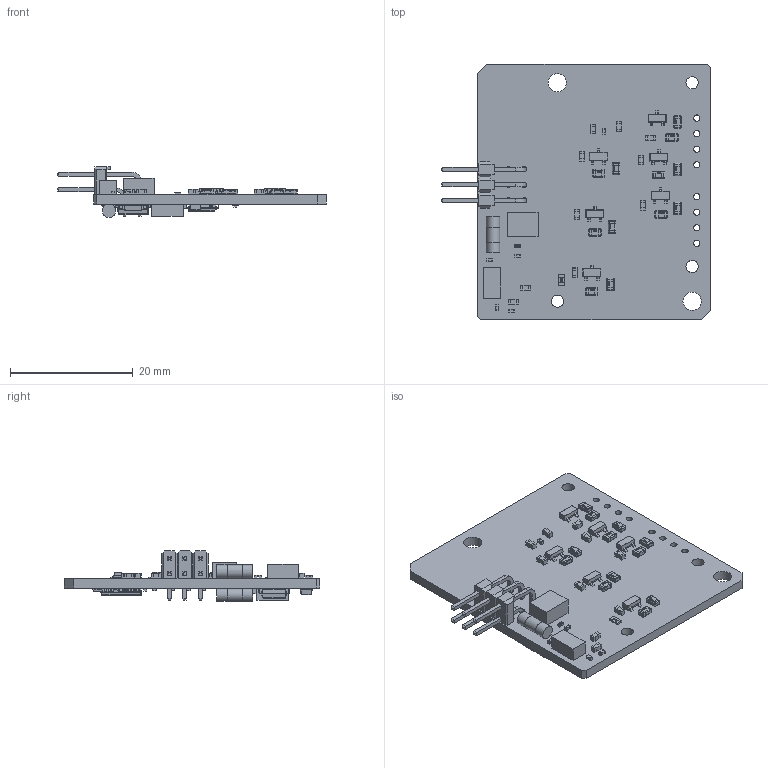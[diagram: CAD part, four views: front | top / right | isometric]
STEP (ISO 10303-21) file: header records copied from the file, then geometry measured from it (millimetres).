
FILE_DESCRIPTION(('Open CASCADE Model'),'2;1');
FILE_NAME('Open CASCADE Shape Model','2019-04-03T21:38:25',('Author'),( 'Open CASCADE'),'Open CASCADE STEP processor 6.8','Open CASCADE 6.8' ,'Unknown');
FILE_SCHEMA(('AUTOMOTIVE_DESIGN { 1 0 10303 214 1 1 1 1 }'));
Length unit declared in the file: millimetre
Products named in the file (134): PCB; Board; D5; 784810592; Body; bigPin; U10; SOT666; SOT666_Lower_mold_body; SOT666_LF; SOT666_upper_mold_body; U9; FB1; 785079208; Extruded; R16; User_Library-RESC1005X04N; D11; D10; 784811488; D7; 785086688; D4; C1; User_Library-SMD_CAPACITOR0402; U8; 784811616; Open_CASCADE_STEP_translator_6.8_2.1; Open_CASCADE_STEP_translator_6.8_2.2.1; Leader; U1; 784818528; Open_CASCADE_STEP_translator_6.8_10.1; Open_CASCADE_STEP_translator_6.8_10.2.1; R26; R25; R24; R23; R22; 843826944 ...
Assembly tree (218 placements, depth 5):
  PCB
    Board
    D5
      784810592
        Body
        bigPin  x2
    U10
      SOT666
        SOT666_Lower_mold_body
        SOT666_LF
        SOT666_upper_mold_body
    U9
      SOT666
        SOT666_Lower_mold_body
        SOT666_LF
        SOT666_upper_mold_body
    FB1
      785079208
        Extruded
    R16
      User_Library-RESC1005X04N
    D11
      784810592
        Body
        bigPin  x2
    D10
      784811488
        Body
        bigPin  x2
    D7
      785086688
        Extruded
    D4
      784810592
        Body
        bigPin  x2
    C1
      User_Library-SMD_CAPACITOR0402
    U8
      784811616
        Open_CASCADE_STEP_translator_6.8_2.1
        Body
          Open_CASCADE_STEP_translator_6.8_2.2.1
        Leader  x8
    U1
      784818528
        Open_CASCADE_STEP_translator_6.8_10.1
        Body
          Open_CASCADE_STEP_translator_6.8_10.2.1
        Leader  x20
    R26
      User_Library-RESC1005X04N
    R25
      User_Library-RESC1005X04N
    R24
      User_Library-RESC1005X04N
    R23
      User_Library-RESC1005X04N
    R22
      843826944  x2
Bounding box: 43.9 x 41.65 x 8.32 mm (x, y, z)
Volume: 2918.3 mm3; surface area: 4959 mm2
Topology: 145 solids, 147 shells, 5264 faces, 13158 edges, 7942 vertices
Faces by surface type: plane 2679, cylinder 1507, bspline 698, sphere 372, torus 8
Full cylindrical faces by diameter (mm): 0.5 x1, 0.562 x1, 0.86 x6, 1.02 x8, 2 x3, 2.14 x2, 2.2 x4, 3 x2
Entity records: 58412 total; most frequent: CARTESIAN_POINT 20142, ORIENTED_EDGE 6400, DIRECTION 6002, EDGE_CURVE 3201, LINE 2014, VECTOR 2014, AXIS2_PLACEMENT_3D 1994, VERTEX_POINT 1978
